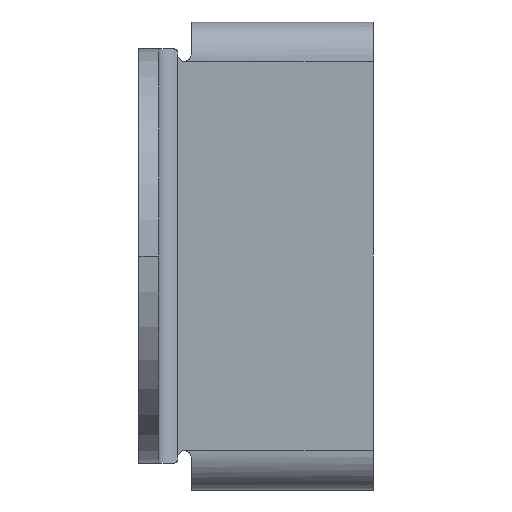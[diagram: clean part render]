
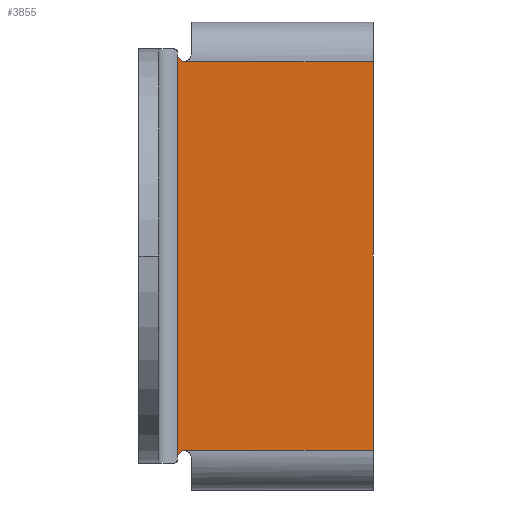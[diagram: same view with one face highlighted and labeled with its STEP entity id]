
A CAD part, left-side view. The second image highlights one B-rep face of the part: STEP entity #3855.
In plain terms, the highlighted planar face has unit normal (-1, 0, 0).
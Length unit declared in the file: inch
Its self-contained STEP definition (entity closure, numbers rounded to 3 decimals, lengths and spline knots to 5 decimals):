
#759=DIRECTION('',(0.,0.,-1.));
#760=VECTOR('',#759,2.22291);
#761=CARTESIAN_POINT('',(0.,0.43289,1.11146));
#762=LINE('',#761,#760);
#834=DIRECTION('',(0.,1.,0.));
#835=VECTOR('',#834,1.);
#836=CARTESIAN_POINT('',(0.,-0.64585,1.07209));
#837=LINE('',#836,#835);
#867=DIRECTION('',(0.,-1.,0.));
#868=VECTOR('',#867,0.03937);
#869=CARTESIAN_POINT('',(0.,0.39352,1.07209));
#870=LINE('',#869,#868);
#871=DIRECTION('',(0.,-1.,0.));
#872=VECTOR('',#871,0.03937);
#873=CARTESIAN_POINT('',(0.,0.39352,-1.07209));
#874=LINE('',#873,#872);
#875=CARTESIAN_POINT('',(0.,0.39352,-1.11146));
#876=DIRECTION('',(1.,0.,0.));
#877=DIRECTION('',(0.,1.,0.));
#878=AXIS2_PLACEMENT_3D('',#875,#876,#877);
#880=CARTESIAN_POINT('',(0.,0.39352,1.11146));
#881=DIRECTION('',(-1.,0.,0.));
#882=DIRECTION('',(0.,1.,0.));
#883=AXIS2_PLACEMENT_3D('',#880,#881,#882);
#885=DIRECTION('',(0.,0.,1.));
#886=VECTOR('',#885,2.14417);
#887=CARTESIAN_POINT('',(0.,-0.64585,-1.07209));
#888=LINE('',#887,#886);
#1008=DIRECTION('',(0.,-1.,0.));
#1009=VECTOR('',#1008,1.);
#1010=CARTESIAN_POINT('',(0.,0.35415,-1.07209));
#1011=LINE('',#1010,#1009);
#2953=CARTESIAN_POINT('',(0.,-0.64585,-1.07209));
#2954=VERTEX_POINT('',#2953);
#2973=CARTESIAN_POINT('',(0.,0.39352,-1.07209));
#2974=CARTESIAN_POINT('',(0.,0.35415,-1.07209));
#2975=VERTEX_POINT('',#2973);
#2976=VERTEX_POINT('',#2974);
#2983=CARTESIAN_POINT('',(0.,-0.64585,1.07209));
#2984=VERTEX_POINT('',#2983);
#2993=CARTESIAN_POINT('',(0.,0.39352,1.07209));
#2994=CARTESIAN_POINT('',(0.,0.35415,1.07209));
#2995=VERTEX_POINT('',#2993);
#2996=VERTEX_POINT('',#2994);
#3137=CARTESIAN_POINT('',(0.,0.43289,-1.11146));
#3139=VERTEX_POINT('',#3137);
#3149=CARTESIAN_POINT('',(0.,0.43289,1.11146));
#3150=VERTEX_POINT('',#3149);
#3836=CARTESIAN_POINT('',(0.,0.,0.));
#3837=DIRECTION('',(-1.,0.,0.));
#3838=DIRECTION('',(0.,1.,0.));
#3839=AXIS2_PLACEMENT_3D('',#3836,#3837,#3838);
#3840=PLANE('',#3839);
#3841=ORIENTED_EDGE('',*,*,#3824,.T.);
#3842=ORIENTED_EDGE('',*,*,#3822,.F.);
#3844=ORIENTED_EDGE('',*,*,#3843,.F.);
#3846=ORIENTED_EDGE('',*,*,#3845,.F.);
#3848=ORIENTED_EDGE('',*,*,#3847,.F.);
#3850=ORIENTED_EDGE('',*,*,#3849,.F.);
#3851=ORIENTED_EDGE('',*,*,#3634,.F.);
#3852=ORIENTED_EDGE('',*,*,#3713,.T.);
#3853=EDGE_LOOP('',(#3841,#3842,#3844,#3846,#3848,#3850,#3851,#3852));
#3854=FACE_OUTER_BOUND('',#3853,.F.);
#3855=ADVANCED_FACE('',(#3854),#3840,.T.);
#879=CIRCLE('',#878,0.03937);
#884=CIRCLE('',#883,0.03937);
#3634=EDGE_CURVE('',#3150,#3139,#762,.T.);
#3713=EDGE_CURVE('',#3150,#2995,#884,.T.);
#3822=EDGE_CURVE('',#2984,#2996,#837,.T.);
#3824=EDGE_CURVE('',#2995,#2996,#870,.T.);
#3843=EDGE_CURVE('',#2954,#2984,#888,.T.);
#3845=EDGE_CURVE('',#2976,#2954,#1011,.T.);
#3847=EDGE_CURVE('',#2975,#2976,#874,.T.);
#3849=EDGE_CURVE('',#3139,#2975,#879,.T.);
